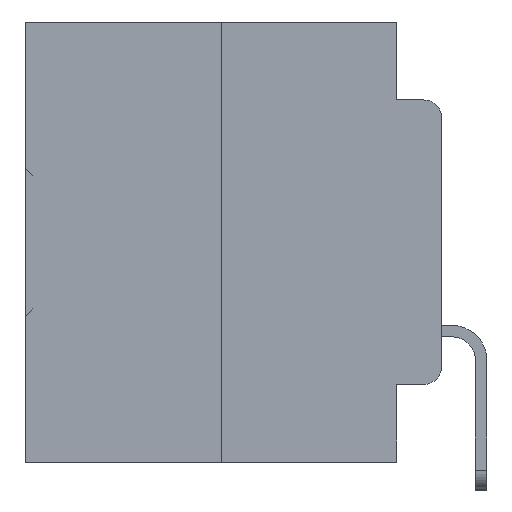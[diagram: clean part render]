
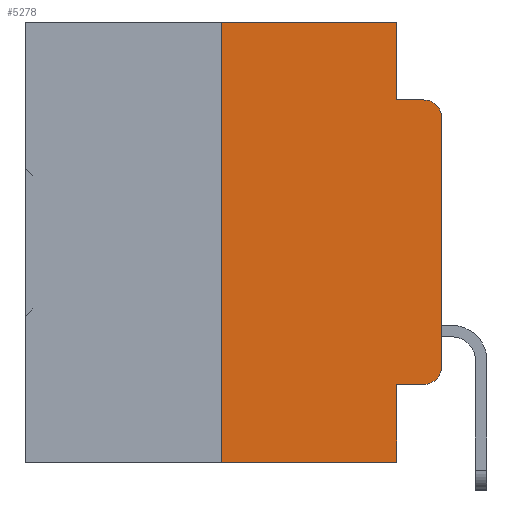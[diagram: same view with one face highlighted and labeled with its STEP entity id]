
A CAD part, left-side view. The second image highlights one B-rep face of the part: STEP entity #5278.
In plain terms, the highlighted planar face has unit normal (-1, 0, 0).
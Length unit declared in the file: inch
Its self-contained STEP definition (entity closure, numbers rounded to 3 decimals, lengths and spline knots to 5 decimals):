
#58 = CIRCLE ( 'NONE', #21598, 0.02 ) ;
#201 = VERTEX_POINT ( 'NONE', #1846 ) ;
#1237 = AXIS2_PLACEMENT_3D ( 'NONE', #6660, #25672, #9441 ) ;
#1335 = VECTOR ( 'NONE', #14435, 39.37008 ) ;
#1535 = DIRECTION ( 'NONE',  ( 0., 0., -1. ) ) ;
#1846 = CARTESIAN_POINT ( 'NONE',  ( 0., 0.051, 0. ) ) ;
#1942 = ORIENTED_EDGE ( 'NONE', *, *, #3177, .F. ) ;
#2092 = ORIENTED_EDGE ( 'NONE', *, *, #29312, .T. ) ;
#2564 = EDGE_CURVE ( 'NONE', #8793, #201, #8320, .T. ) ;
#2696 = LINE ( 'NONE', #30221, #16442 ) ;
#3177 = EDGE_CURVE ( 'NONE', #32644, #8793, #15971, .T. ) ;
#3270 = EDGE_CURVE ( 'NONE', #22816, #14755, #13423, .T. ) ;
#3814 = EDGE_CURVE ( 'NONE', #201, #11573, #32346, .T. ) ;
#5278 = ADVANCED_FACE ( 'NONE', ( #27675 ), #34064, .F. ) ;
#5294 = CARTESIAN_POINT ( 'NONE',  ( 0., 0.02, -0.1085 ) ) ;
#6660 = CARTESIAN_POINT ( 'NONE',  ( 0., 0.02, -0.3915 ) ) ;
#6854 = EDGE_CURVE ( 'NONE', #14755, #29054, #2696, .T. ) ;
#7225 = DIRECTION ( 'NONE',  ( 0., -1., 0. ) ) ;
#7464 = VECTOR ( 'NONE', #12955, 39.37008 ) ;
#8051 = CARTESIAN_POINT ( 'NONE',  ( 0., 0.473, -0.5 ) ) ;
#8058 = DIRECTION ( 'NONE',  ( 0., 0., -1. ) ) ;
#8320 = LINE ( 'NONE', #31962, #7464 ) ;
#8793 = VERTEX_POINT ( 'NONE', #18519 ) ;
#8920 = ORIENTED_EDGE ( 'NONE', *, *, #31941, .F. ) ;
#8959 = CARTESIAN_POINT ( 'NONE',  ( 0., 0.25, 0. ) ) ;
#9155 = DIRECTION ( 'NONE',  ( 0., 0., -1. ) ) ;
#9441 = DIRECTION ( 'NONE',  ( 0., 0., -1. ) ) ;
#9545 = CARTESIAN_POINT ( 'NONE',  ( 0., 0., -0.1085 ) ) ;
#10300 = CARTESIAN_POINT ( 'NONE',  ( 0., 0.02, -0.0885 ) ) ;
#11217 = EDGE_CURVE ( 'NONE', #11573, #28579, #20844, .T. ) ;
#11334 = DIRECTION ( 'NONE',  ( 0., 0., 1. ) ) ;
#11567 = VECTOR ( 'NONE', #29432, 39.37008 ) ;
#11573 = VERTEX_POINT ( 'NONE', #29960 ) ;
#11578 = LINE ( 'NONE', #29707, #32254 ) ;
#12955 = DIRECTION ( 'NONE',  ( 0., -1., 0. ) ) ;
#13423 = CIRCLE ( 'NONE', #1237, 0.02 ) ;
#13566 = DIRECTION ( 'NONE',  ( 0., 0., -1. ) ) ;
#13604 = VERTEX_POINT ( 'NONE', #14999 ) ;
#14435 = DIRECTION ( 'NONE',  ( 0., 0., 1. ) ) ;
#14755 = VERTEX_POINT ( 'NONE', #19761 ) ;
#14999 = CARTESIAN_POINT ( 'NONE',  ( 0., 0.051, -0.5 ) ) ;
#15907 = CARTESIAN_POINT ( 'NONE',  ( 0., 0.051, -0.4115 ) ) ;
#15971 = LINE ( 'NONE', #8959, #1335 ) ;
#16131 = ORIENTED_EDGE ( 'NONE', *, *, #2564, .F. ) ;
#16263 = ORIENTED_EDGE ( 'NONE', *, *, #3814, .F. ) ;
#16442 = VECTOR ( 'NONE', #11334, 39.37008 ) ;
#17657 = VECTOR ( 'NONE', #29706, 39.37008 ) ;
#18003 = DIRECTION ( 'NONE',  ( 1., 0., 0. ) ) ;
#18058 = VECTOR ( 'NONE', #9155, 39.37008 ) ;
#18114 = CARTESIAN_POINT ( 'NONE',  ( 0., 0.051, -0.0885 ) ) ;
#18519 = CARTESIAN_POINT ( 'NONE',  ( 0., 0.25, 0. ) ) ;
#19237 = CARTESIAN_POINT ( 'NONE',  ( 0., 0.051, -0.4115 ) ) ;
#19761 = CARTESIAN_POINT ( 'NONE',  ( 0., 0., -0.3915 ) ) ;
#20521 = ORIENTED_EDGE ( 'NONE', *, *, #11217, .F. ) ;
#20844 = LINE ( 'NONE', #18114, #33402 ) ;
#21598 = AXIS2_PLACEMENT_3D ( 'NONE', #5294, #24359, #8058 ) ;
#21680 = ORIENTED_EDGE ( 'NONE', *, *, #30442, .T. ) ;
#22157 = ORIENTED_EDGE ( 'NONE', *, *, #24114, .T. ) ;
#22816 = VERTEX_POINT ( 'NONE', #30277 ) ;
#24114 = EDGE_CURVE ( 'NONE', #24220, #22816, #33076, .T. ) ;
#24220 = VERTEX_POINT ( 'NONE', #19237 ) ;
#24359 = DIRECTION ( 'NONE',  ( -1., 0., 0. ) ) ;
#24841 = LINE ( 'NONE', #8051, #17657 ) ;
#25672 = DIRECTION ( 'NONE',  ( -1., 0., 0. ) ) ;
#26011 = CARTESIAN_POINT ( 'NONE',  ( 0., 0.473, 0. ) ) ;
#27220 = CARTESIAN_POINT ( 'NONE',  ( 0., 0.25, -0.5 ) ) ;
#27675 = FACE_OUTER_BOUND ( 'NONE', #28114, .T. ) ;
#28093 = ORIENTED_EDGE ( 'NONE', *, *, #6854, .T. ) ;
#28114 = EDGE_LOOP ( 'NONE', ( #28093, #2092, #20521, #16263, #16131, #1942, #21680, #8920, #22157, #35126 ) ) ;
#28579 = VERTEX_POINT ( 'NONE', #10300 ) ;
#29054 = VERTEX_POINT ( 'NONE', #9545 ) ;
#29312 = EDGE_CURVE ( 'NONE', #29054, #28579, #58, .T. ) ;
#29432 = DIRECTION ( 'NONE',  ( 0., -1., 0. ) ) ;
#29706 = DIRECTION ( 'NONE',  ( 0., -1., 0. ) ) ;
#29707 = CARTESIAN_POINT ( 'NONE',  ( 0., 0.051, 0. ) ) ;
#29960 = CARTESIAN_POINT ( 'NONE',  ( 0., 0.051, -0.0885 ) ) ;
#30003 = AXIS2_PLACEMENT_3D ( 'NONE', #26011, #18003, #1535 ) ;
#30221 = CARTESIAN_POINT ( 'NONE',  ( 0., 0., 0. ) ) ;
#30277 = CARTESIAN_POINT ( 'NONE',  ( 0., 0.02, -0.4115 ) ) ;
#30442 = EDGE_CURVE ( 'NONE', #32644, #13604, #24841, .T. ) ;
#30770 = CARTESIAN_POINT ( 'NONE',  ( 0., 0.051, 0. ) ) ;
#31941 = EDGE_CURVE ( 'NONE', #24220, #13604, #11578, .T. ) ;
#31962 = CARTESIAN_POINT ( 'NONE',  ( 0., 0.473, 0. ) ) ;
#32254 = VECTOR ( 'NONE', #13566, 39.37008 ) ;
#32346 = LINE ( 'NONE', #30770, #18058 ) ;
#32644 = VERTEX_POINT ( 'NONE', #27220 ) ;
#33076 = LINE ( 'NONE', #15907, #11567 ) ;
#33402 = VECTOR ( 'NONE', #7225, 39.37008 ) ;
#34064 = PLANE ( 'NONE',  #30003 ) ;
#35126 = ORIENTED_EDGE ( 'NONE', *, *, #3270, .T. ) ;
